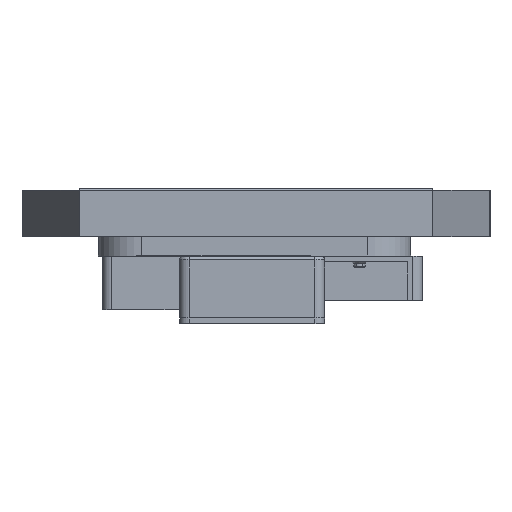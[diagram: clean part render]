
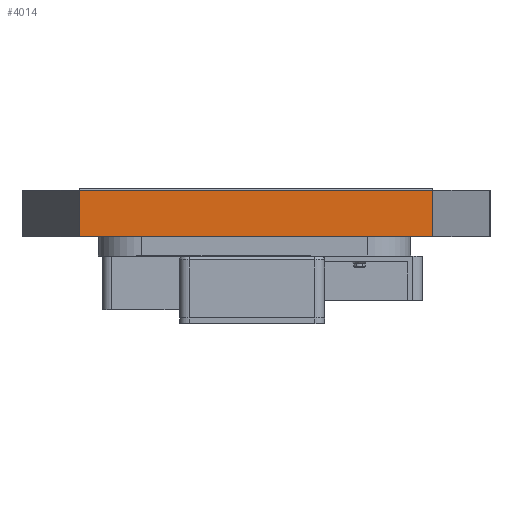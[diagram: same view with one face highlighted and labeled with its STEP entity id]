
A CAD part, left-side view. The second image highlights one B-rep face of the part: STEP entity #4014.
In plain terms, the highlighted planar face has unit normal (-1, 0, 0).
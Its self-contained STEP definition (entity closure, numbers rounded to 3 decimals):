
#194=PLANE('',#4321);
#342=FACE_OUTER_BOUND('',#598,.T.);
#598=EDGE_LOOP('',(#2970,#2971,#2972,#2973));
#936=LINE('',#6164,#1286);
#946=LINE('',#6190,#1296);
#953=LINE('',#6226,#1303);
#955=LINE('',#6229,#1305);
#1286=VECTOR('',#4902,10.);
#1296=VECTOR('',#4928,10.);
#1303=VECTOR('',#4973,10.);
#1305=VECTOR('',#4977,10.);
#1846=VERTEX_POINT('',#6162);
#1847=VERTEX_POINT('',#6163);
#1855=VERTEX_POINT('',#6188);
#1865=VERTEX_POINT('',#6225);
#2250=EDGE_CURVE('',#1846,#1847,#936,.T.);
#2264=EDGE_CURVE('',#1846,#1855,#946,.T.);
#2279=EDGE_CURVE('',#1847,#1865,#953,.T.);
#2281=EDGE_CURVE('',#1865,#1855,#955,.T.);
#2970=ORIENTED_EDGE('',*,*,#2250,.F.);
#2971=ORIENTED_EDGE('',*,*,#2264,.T.);
#2972=ORIENTED_EDGE('',*,*,#2281,.F.);
#2973=ORIENTED_EDGE('',*,*,#2279,.F.);
#4014=ADVANCED_FACE('',(#342),#194,.T.);
#4321=AXIS2_PLACEMENT_3D('',#6228,#4975,#4976);
#4902=DIRECTION('',(0.,-1.,0.));
#4928=DIRECTION('',(0.,0.,-1.));
#4973=DIRECTION('',(0.,0.,-1.));
#4975=DIRECTION('center_axis',(-1.,0.,0.));
#4976=DIRECTION('ref_axis',(0.,1.,0.));
#4977=DIRECTION('',(0.,1.,0.));
#6162=CARTESIAN_POINT('',(-137.5,101.966,37.003));
#6163=CARTESIAN_POINT('',(-137.5,-81.034,37.003));
#6164=CARTESIAN_POINT('',(-137.5,-35.284,37.003));
#6188=CARTESIAN_POINT('',(-137.5,101.966,13.003));
#6190=CARTESIAN_POINT('',(-137.5,101.966,38.003));
#6225=CARTESIAN_POINT('',(-137.5,-81.034,13.003));
#6226=CARTESIAN_POINT('',(-137.5,-81.034,38.003));
#6228=CARTESIAN_POINT('Origin',(-137.5,-81.034,38.003));
#6229=CARTESIAN_POINT('',(-137.5,-81.034,13.003));
